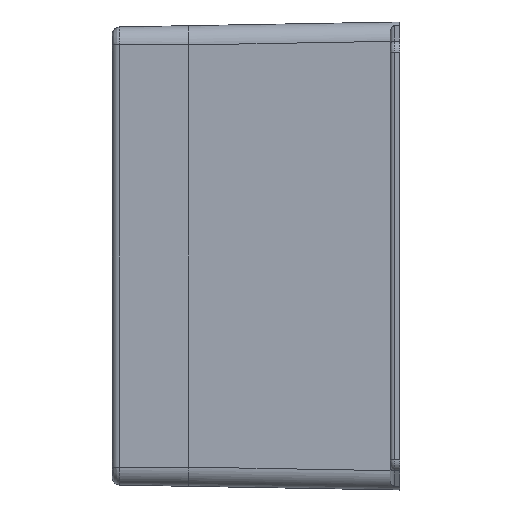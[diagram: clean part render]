
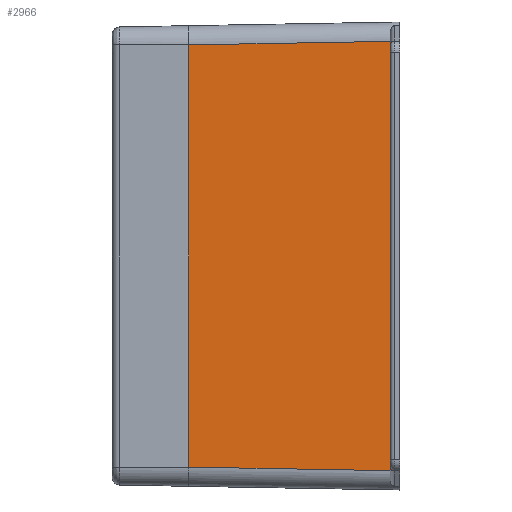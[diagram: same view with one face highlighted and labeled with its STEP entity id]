
A CAD part, left-side view. The second image highlights one B-rep face of the part: STEP entity #2966.
In plain terms, the highlighted planar face has unit normal (-1, 0.018, 0).
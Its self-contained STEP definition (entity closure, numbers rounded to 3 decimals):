
#942 = EDGE_LOOP ( 'NONE', ( #3556, #3558, #3557, #3559 ) ) ;
#2619 = VERTEX_POINT ( 'NONE', #10080 ) ;
#2620 = VERTEX_POINT ( 'NONE', #10081 ) ;
#2646 = VERTEX_POINT ( 'NONE', #10107 ) ;
#2647 = VERTEX_POINT ( 'NONE', #10108 ) ;
#2966 = ADVANCED_FACE ( 'NONE', ( #8816 ), #11017, .T. ) ;
#3116 = EDGE_CURVE ( 'NONE', #2619, #2620, #11552, .T. ) ;
#3144 = EDGE_CURVE ( 'NONE', #2646, #2620, #11638, .T. ) ;
#3145 = EDGE_CURVE ( 'NONE', #2646, #2647, #11641, .T. ) ;
#3146 = EDGE_CURVE ( 'NONE', #2619, #2647, #11644, .T. ) ;
#3556 = ORIENTED_EDGE ( 'NONE', *, *, #3145, .F. ) ;
#3557 = ORIENTED_EDGE ( 'NONE', *, *, #3116, .F. ) ;
#3558 = ORIENTED_EDGE ( 'NONE', *, *, #3144, .T. ) ;
#3559 = ORIENTED_EDGE ( 'NONE', *, *, #3146, .T. ) ;
#8816 = FACE_OUTER_BOUND ( 'NONE', #942, .T. ) ;
#8854 = AXIS2_PLACEMENT_3D ( 'NONE', #11018, #11019, #11020 ) ;
#9009 = VECTOR ( 'NONE', #11554, 1000. ) ;
#9038 = VECTOR ( 'NONE', #11640, 1000. ) ;
#9040 = VECTOR ( 'NONE', #11643, 1000. ) ;
#9041 = VECTOR ( 'NONE', #11646, 1000. ) ;
#10080 = CARTESIAN_POINT ( 'NONE',  ( -100., 0., -55.001 ) ) ;
#10081 = CARTESIAN_POINT ( 'NONE',  ( -100., 0., 55.001 ) ) ;
#10107 = CARTESIAN_POINT ( 'NONE',  ( -100.916, -52.5, 55.917 ) ) ;
#10108 = CARTESIAN_POINT ( 'NONE',  ( -100.916, -52.5, -55.917 ) ) ;
#11017 = PLANE ( 'NONE',  #8854 ) ;
#11018 = CARTESIAN_POINT ( 'NONE',  ( -100., 0., -60. ) ) ;
#11019 = DIRECTION ( 'NONE',  ( -1., 0.017, 0. ) ) ;
#11020 = DIRECTION ( 'NONE',  ( -0.017, -1., 0. ) ) ;
#11552 = LINE ( 'NONE', #11553, #9009 ) ;
#11553 = CARTESIAN_POINT ( 'NONE',  ( -100., 0., -60. ) ) ;
#11554 = DIRECTION ( 'NONE',  ( 0., 0., 1. ) ) ;
#11638 = LINE ( 'NONE', #11639, #9038 ) ;
#11639 = CARTESIAN_POINT ( 'NONE',  ( -99.965, 2.006, 54.966 ) ) ;
#11640 = DIRECTION ( 'NONE',  ( 0.017, 1., -0.017 ) ) ;
#11641 = LINE ( 'NONE', #11642, #9040 ) ;
#11642 = CARTESIAN_POINT ( 'NONE',  ( -100.916, -52.5, -60. ) ) ;
#11643 = DIRECTION ( 'NONE',  ( 0., 0., -1. ) ) ;
#11644 = LINE ( 'NONE', #11645, #9041 ) ;
#11645 = CARTESIAN_POINT ( 'NONE',  ( -100.002, -0.087, -55.002 ) ) ;
#11646 = DIRECTION ( 'NONE',  ( -0.017, -1., -0.017 ) ) ;
